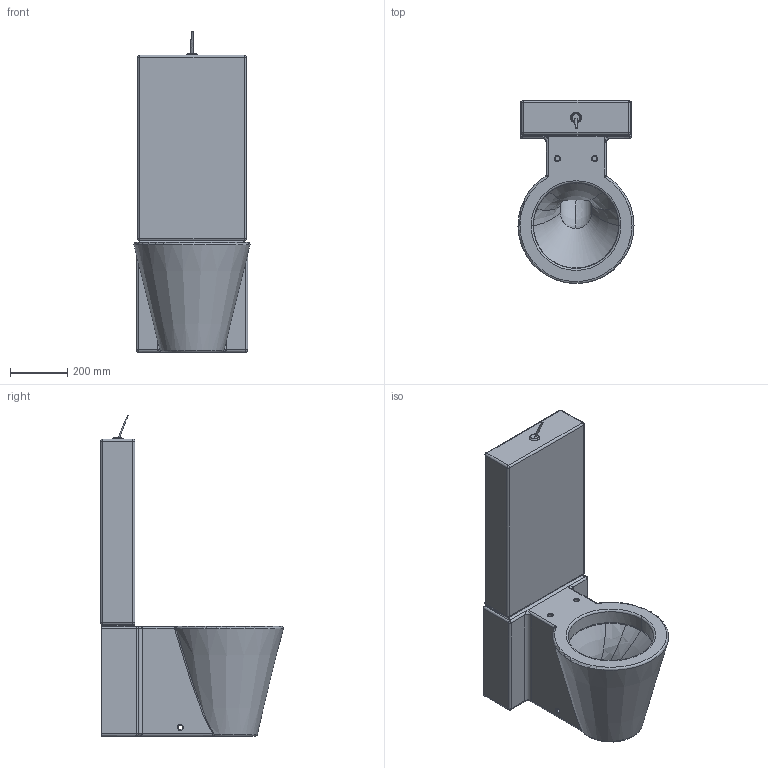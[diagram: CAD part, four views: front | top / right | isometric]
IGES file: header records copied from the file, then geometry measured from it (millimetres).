
Global section: file name: No Iges File Name specified; native system: AutoDesk Inventor R11.0; preprocessor: AutoDesk Inventor Iges Exporter R11.0; author: No Author specified; organization: No Organization specified; date: 20070210.155222; units: millimetre
Bounding box: 406.08 x 640.06 x 1123.46 mm (x, y, z)
Volume: 68339964.6 mm3; surface area: 2320205.9 mm2
Topology: 4 solids, 4 shells, 251 faces, 613 edges, 346 vertices
Faces by surface type: bspline 69, plane 50, cylinder 45, revolution 44, torus 30, sphere 10, cone 3
